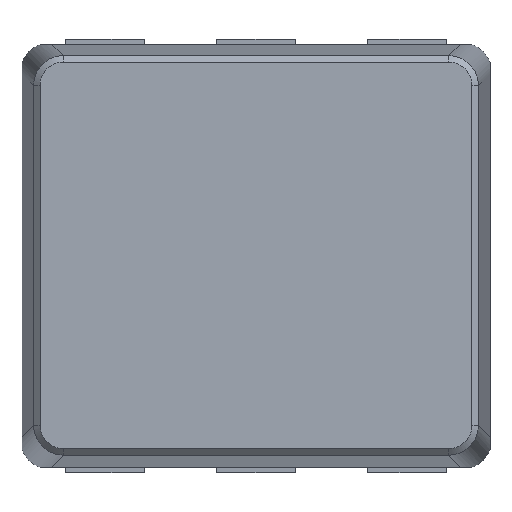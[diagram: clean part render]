
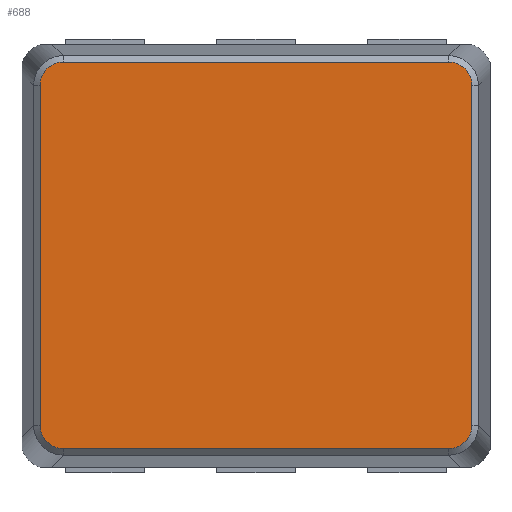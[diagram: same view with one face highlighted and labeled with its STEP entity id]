
A CAD part, top view. The second image highlights one B-rep face of the part: STEP entity #688.
In plain terms, the highlighted planar face has unit normal (0, 0, 1).
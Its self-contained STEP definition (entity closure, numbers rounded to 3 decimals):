
#10 = CARTESIAN_POINT ( 'NONE',  ( -3.589, -3.064, 5.82 ) ) ;
#29 = CARTESIAN_POINT ( 'NONE',  ( -3.589, 3.064, 5.82 ) ) ;
#33 = DIRECTION ( 'NONE',  ( 0., -1., 0. ) ) ;
#59 = VECTOR ( 'NONE', #714, 1000. ) ;
#72 = ORIENTED_EDGE ( 'NONE', *, *, #1157, .T. ) ;
#105 = B_SPLINE_CURVE_WITH_KNOTS ( 'NONE', 3,
 ( #1003, #854, #303, #722, #1137, #1558 ),
 .UNSPECIFIED., .F., .F.,
 ( 4, 2, 4 ),
 ( 0., 0.5, 1. ),
 .UNSPECIFIED. ) ;
#145 = CARTESIAN_POINT ( 'NONE',  ( -3.342, -3.251, 5.82 ) ) ;
#160 = CARTESIAN_POINT ( 'NONE',  ( -3.239, -3.251, 5.82 ) ) ;
#180 = CARTESIAN_POINT ( 'NONE',  ( 3.239, -3.251, 5.82 ) ) ;
#203 = ORIENTED_EDGE ( 'NONE', *, *, #1742, .T. ) ;
#221 = CARTESIAN_POINT ( 'NONE',  ( 3.631, 2.962, 5.82 ) ) ;
#239 = VECTOR ( 'NONE', #607, 1000. ) ;
#288 = AXIS2_PLACEMENT_3D ( 'NONE', #1136, #862, #441 ) ;
#291 = CARTESIAN_POINT ( 'NONE',  ( -3.631, -2.962, 5.82 ) ) ;
#303 = CARTESIAN_POINT ( 'NONE',  ( 3.444, -3.209, 5.82 ) ) ;
#310 = PLANE ( 'NONE',  #288 ) ;
#325 = CARTESIAN_POINT ( 'NONE',  ( -3.631, 2.962, 5.82 ) ) ;
#338 = CARTESIAN_POINT ( 'NONE',  ( 3.444, 3.209, 5.82 ) ) ;
#375 = VERTEX_POINT ( 'NONE', #1534 ) ;
#379 = VECTOR ( 'NONE', #1322, 1000. ) ;
#399 = CARTESIAN_POINT ( 'NONE',  ( -3.239, 3.251, 5.82 ) ) ;
#407 = VECTOR ( 'NONE', #33, 1000. ) ;
#441 = DIRECTION ( 'NONE',  ( 0., -1., 0. ) ) ;
#458 = CARTESIAN_POINT ( 'NONE',  ( -3.631, -2.855, 5.82 ) ) ;
#468 = LINE ( 'NONE', #1126, #59 ) ;
#475 = B_SPLINE_CURVE_WITH_KNOTS ( 'NONE', 3,
 ( #1163, #221, #1708, #338, #589, #887 ),
 .UNSPECIFIED., .F., .F.,
 ( 4, 2, 4 ),
 ( 0., 0.5, 1. ),
 .UNSPECIFIED. ) ;
#571 = FACE_OUTER_BOUND ( 'NONE', #885, .T. ) ;
#580 = CARTESIAN_POINT ( 'NONE',  ( -3.444, 3.209, 5.82 ) ) ;
#589 = CARTESIAN_POINT ( 'NONE',  ( 3.342, 3.251, 5.82 ) ) ;
#607 = DIRECTION ( 'NONE',  ( 0., 1., 0. ) ) ;
#627 = CARTESIAN_POINT ( 'NONE',  ( 3.631, -2.859, 5.82 ) ) ;
#688 = ADVANCED_FACE ( 'NONE', ( #571 ), #310, .F. ) ;
#714 = DIRECTION ( 'NONE',  ( -1., 0., 0. ) ) ;
#722 = CARTESIAN_POINT ( 'NONE',  ( 3.589, -3.064, 5.82 ) ) ;
#746 = LINE ( 'NONE', #1697, #379 ) ;
#756 = B_SPLINE_CURVE_WITH_KNOTS ( 'NONE', 3,
 ( #1384, #291, #10, #1021, #145, #1673 ),
 .UNSPECIFIED., .F., .F.,
 ( 4, 2, 4 ),
 ( 0., 0.5, 1. ),
 .UNSPECIFIED. ) ;
#761 = EDGE_CURVE ( 'NONE', #1759, #1184, #1542, .T. ) ;
#818 = ORIENTED_EDGE ( 'NONE', *, *, #1535, .T. ) ;
#854 = CARTESIAN_POINT ( 'NONE',  ( 3.342, -3.251, 5.82 ) ) ;
#858 = CARTESIAN_POINT ( 'NONE',  ( 3.239, 3.251, 5.82 ) ) ;
#862 = DIRECTION ( 'NONE',  ( 0., 0., -1. ) ) ;
#876 = CARTESIAN_POINT ( 'NONE',  ( -3.631, 2.859, 5.82 ) ) ;
#879 = VERTEX_POINT ( 'NONE', #627 ) ;
#885 = EDGE_LOOP ( 'NONE', ( #818, #1628, #1106, #1060, #1230, #203, #72, #1312 ) ) ;
#887 = CARTESIAN_POINT ( 'NONE',  ( 3.239, 3.251, 5.82 ) ) ;
#1003 = CARTESIAN_POINT ( 'NONE',  ( 3.239, -3.251, 5.82 ) ) ;
#1021 = CARTESIAN_POINT ( 'NONE',  ( -3.444, -3.209, 5.82 ) ) ;
#1060 = ORIENTED_EDGE ( 'NONE', *, *, #1523, .T. ) ;
#1106 = ORIENTED_EDGE ( 'NONE', *, *, #1715, .T. ) ;
#1126 = CARTESIAN_POINT ( 'NONE',  ( -3.235, 3.251, 5.82 ) ) ;
#1136 = CARTESIAN_POINT ( 'NONE',  ( 0., 0., 5.82 ) ) ;
#1137 = CARTESIAN_POINT ( 'NONE',  ( 3.631, -2.962, 5.82 ) ) ;
#1141 = CARTESIAN_POINT ( 'NONE',  ( 3.631, 2.855, 5.82 ) ) ;
#1157 = EDGE_CURVE ( 'NONE', #1439, #1525, #746, .T. ) ;
#1163 = CARTESIAN_POINT ( 'NONE',  ( 3.631, 2.859, 5.82 ) ) ;
#1184 = VERTEX_POINT ( 'NONE', #1188 ) ;
#1188 = CARTESIAN_POINT ( 'NONE',  ( -3.631, -2.859, 5.82 ) ) ;
#1208 = B_SPLINE_CURVE_WITH_KNOTS ( 'NONE', 3,
 ( #1472, #1304, #580, #29, #325, #876 ),
 .UNSPECIFIED., .F., .F.,
 ( 4, 2, 4 ),
 ( 0., 0.5, 1. ),
 .UNSPECIFIED. ) ;
#1230 = ORIENTED_EDGE ( 'NONE', *, *, #761, .T. ) ;
#1239 = EDGE_CURVE ( 'NONE', #375, #1495, #475, .T. ) ;
#1304 = CARTESIAN_POINT ( 'NONE',  ( -3.342, 3.251, 5.82 ) ) ;
#1312 = ORIENTED_EDGE ( 'NONE', *, *, #1787, .T. ) ;
#1322 = DIRECTION ( 'NONE',  ( 1., 0., 0. ) ) ;
#1384 = CARTESIAN_POINT ( 'NONE',  ( -3.631, -2.859, 5.82 ) ) ;
#1439 = VERTEX_POINT ( 'NONE', #160 ) ;
#1472 = CARTESIAN_POINT ( 'NONE',  ( -3.239, 3.251, 5.82 ) ) ;
#1495 = VERTEX_POINT ( 'NONE', #858 ) ;
#1523 = EDGE_CURVE ( 'NONE', #1686, #1759, #1208, .T. ) ;
#1525 = VERTEX_POINT ( 'NONE', #180 ) ;
#1534 = CARTESIAN_POINT ( 'NONE',  ( 3.631, 2.859, 5.82 ) ) ;
#1535 = EDGE_CURVE ( 'NONE', #879, #375, #1717, .T. ) ;
#1542 = LINE ( 'NONE', #458, #407 ) ;
#1558 = CARTESIAN_POINT ( 'NONE',  ( 3.631, -2.859, 5.82 ) ) ;
#1628 = ORIENTED_EDGE ( 'NONE', *, *, #1239, .T. ) ;
#1673 = CARTESIAN_POINT ( 'NONE',  ( -3.239, -3.251, 5.82 ) ) ;
#1686 = VERTEX_POINT ( 'NONE', #399 ) ;
#1693 = CARTESIAN_POINT ( 'NONE',  ( -3.631, 2.859, 5.82 ) ) ;
#1697 = CARTESIAN_POINT ( 'NONE',  ( 3.235, -3.251, 5.82 ) ) ;
#1708 = CARTESIAN_POINT ( 'NONE',  ( 3.589, 3.064, 5.82 ) ) ;
#1715 = EDGE_CURVE ( 'NONE', #1495, #1686, #468, .T. ) ;
#1717 = LINE ( 'NONE', #1141, #239 ) ;
#1742 = EDGE_CURVE ( 'NONE', #1184, #1439, #756, .T. ) ;
#1759 = VERTEX_POINT ( 'NONE', #1693 ) ;
#1787 = EDGE_CURVE ( 'NONE', #1525, #879, #105, .T. ) ;
